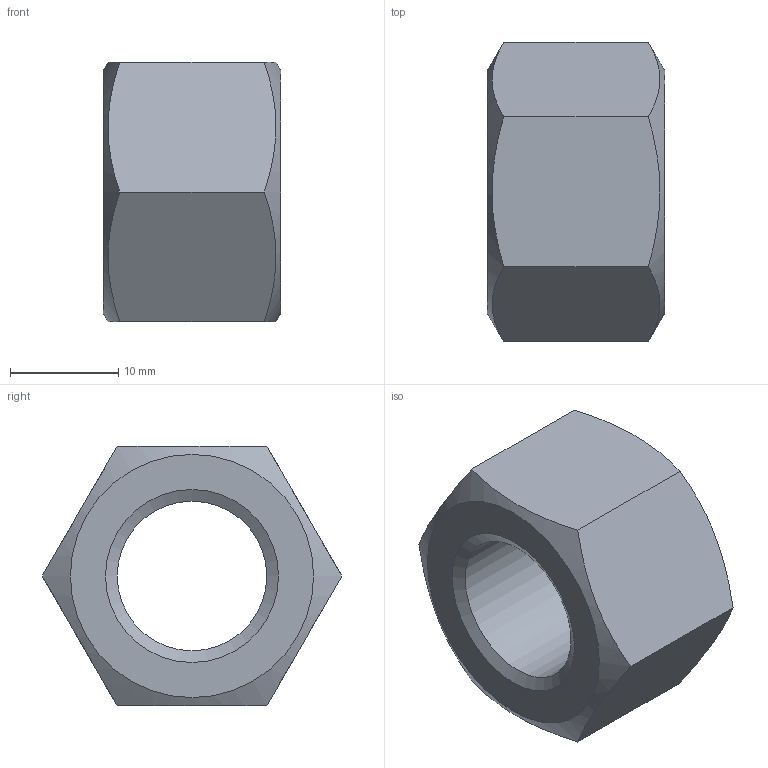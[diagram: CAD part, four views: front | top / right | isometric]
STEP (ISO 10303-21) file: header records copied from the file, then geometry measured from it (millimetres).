
FILE_DESCRIPTION(/* description */ ('Гайки шестигранные. Тип 2. Классы A и B'),/* implementation_level */ '2;1');
FILE_NAME(/* name */ 'ISO 4033 - M16 - ISO.stp',/* time_stamp */ '2020-09-04T00:07:26+05:00',/* author */ ('Дом'),/* organization */ (''),/* preprocessor_version */ 'ST-DEVELOPER v18.1',/* originating_system */ 'Autodesk Inventor 2021',/* authorisation */ '');
FILE_SCHEMA (('AUTOMOTIVE_DESIGN { 1 0 10303 214 3 1 1 }'));
Length unit declared in the file: millimetre
Products named in the file (1): ISO 4033 - M16
Bounding box: 16.4 x 27.71 x 24 mm (x, y, z)
Volume: 5590.2 mm3; surface area: 2632.8 mm2
Topology: 1 solids, 1 shells, 13 faces, 30 edges, 19 vertices
Faces by surface type: plane 8, cone 4, cylinder 1
Full cylindrical faces by diameter (mm): 13.835 x1
Entity records: 398 total; most frequent: CARTESIAN_POINT 87, ORIENTED_EDGE 60, DIRECTION 53, EDGE_CURVE 30, AXIS2_PLACEMENT_3D 21, VERTEX_POINT 19, EDGE_LOOP 15, FACE_OUTER_BOUND 13
